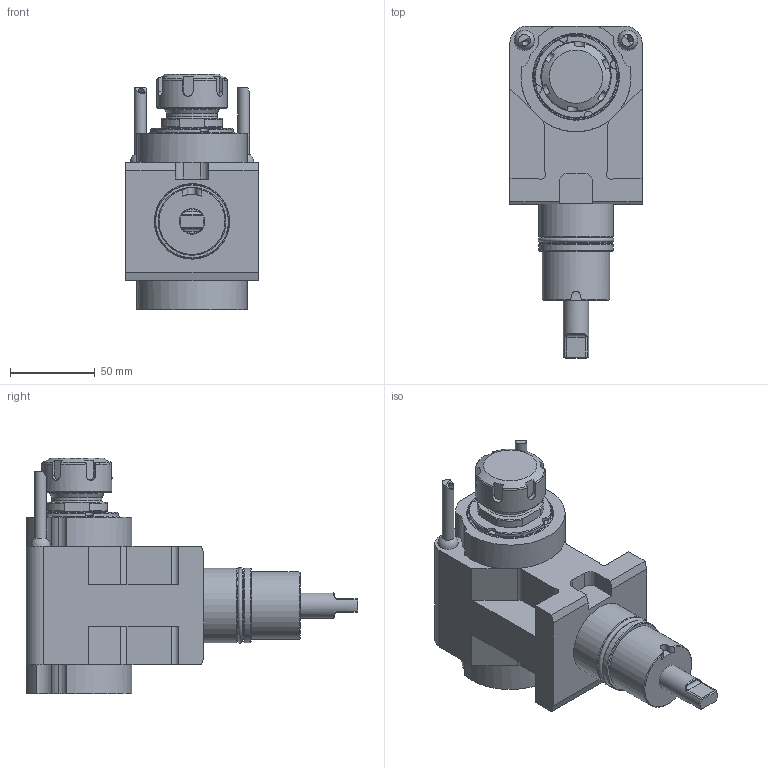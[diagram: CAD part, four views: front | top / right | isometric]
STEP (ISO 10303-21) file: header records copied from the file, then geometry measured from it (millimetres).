
FILE_DESCRIPTION (( 'STEP AP214' ), '1' );
FILE_NAME ('RRPPS25321UN44.STEP', '2026-01-28T13:41:08', ( '' ), ( '' ), 'SwSTEP 2.0', 'SolidWorks 2023', '' );
FILE_SCHEMA (( 'AUTOMOTIVE_DESIGN' ));
Length unit declared in the file: millimetre
Products named in the file (1): RRPPS25321UN44
Bounding box: 78 x 196 x 139.13 mm (x, y, z)
Volume: 724844.9 mm3; surface area: 69896.8 mm2
Topology: 2 solids, 2 shells, 536 faces, 1432 edges, 952 vertices
Faces by surface type: plane 310, cylinder 97, bspline 83, cone 34, torus 10, sphere 2
Full cylindrical faces by diameter (mm): 1.7 x1, 2.1 x1, 4 x2, 6.366 x1, 7 x2, 15 x1, 29.6 x1, 32 x1, 39.6 x1, 40 x1, 41.5 x1, 44 x2, 49 x1
Entity records: 24683 total; most frequent: CARTESIAN_POINT 8637, ORIENTED_EDGE 2776, DIRECTION 2228, EDGE_CURVE 1388, VERTEX_POINT 937, LINE 880, VECTOR 880, AXIS2_PLACEMENT_3D 674
